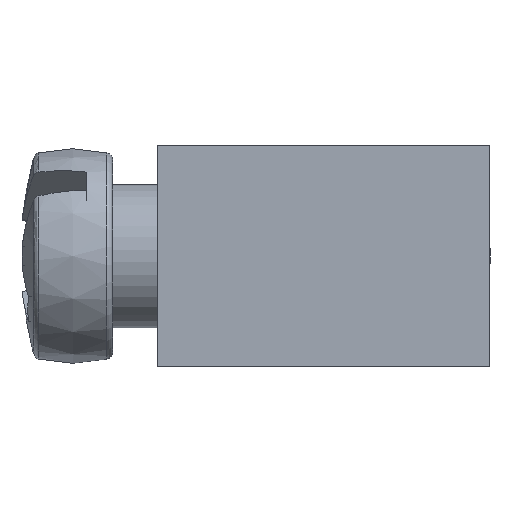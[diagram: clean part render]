
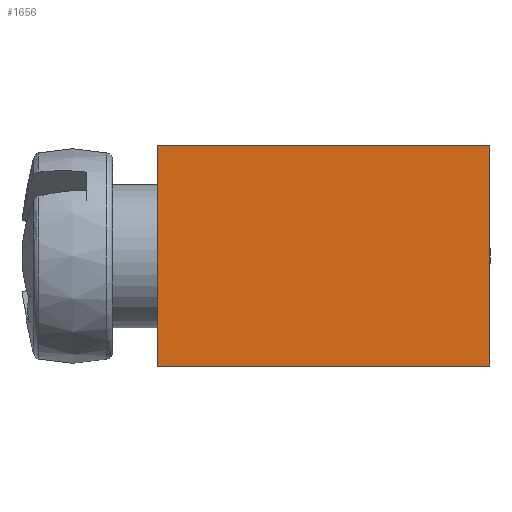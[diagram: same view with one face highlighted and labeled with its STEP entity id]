
A CAD part, left-side view. The second image highlights one B-rep face of the part: STEP entity #1656.
In plain terms, the highlighted planar face has unit normal (-1, 0, 0).
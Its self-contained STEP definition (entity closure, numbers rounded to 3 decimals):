
#95=LINE('',#2648,#129);
#97=LINE('',#2687,#131);
#102=LINE('',#3215,#136);
#103=LINE('',#3217,#137);
#129=VECTOR('',#1954,9.);
#131=VECTOR('',#1992,9.);
#136=VECTOR('',#2227,6.);
#137=VECTOR('',#2230,6.);
#164=PLANE('',#1837);
#533=FACE_OUTER_BOUND('',#743,.T.);
#743=EDGE_LOOP('',(#1331,#1332,#1333,#1334));
#830=VERTEX_POINT('',#2641);
#833=VERTEX_POINT('',#2646);
#851=VERTEX_POINT('',#2684);
#852=VERTEX_POINT('',#2686);
#982=EDGE_CURVE('',#833,#830,#95,.T.);
#1000=EDGE_CURVE('',#851,#852,#97,.T.);
#1072=EDGE_CURVE('',#852,#833,#102,.T.);
#1073=EDGE_CURVE('',#830,#851,#103,.T.);
#1331=ORIENTED_EDGE('',*,*,#1072,.F.);
#1332=ORIENTED_EDGE('',*,*,#1000,.F.);
#1333=ORIENTED_EDGE('',*,*,#1073,.F.);
#1334=ORIENTED_EDGE('',*,*,#982,.F.);
#1656=ADVANCED_FACE('',(#533),#164,.T.);
#1837=AXIS2_PLACEMENT_3D('',#3216,#2228,#2229);
#1954=DIRECTION('',(0.,1.,0.));
#1992=DIRECTION('',(0.,-1.,0.));
#2227=DIRECTION('',(0.,0.,-1.));
#2228=DIRECTION('center_axis',(-1.,0.,0.));
#2229=DIRECTION('ref_axis',(0.,-1.,0.));
#2230=DIRECTION('',(0.,0.,1.));
#2641=CARTESIAN_POINT('',(-58.,4.5,-3.));
#2646=CARTESIAN_POINT('',(-58.,-4.5,-3.));
#2648=CARTESIAN_POINT('',(-58.,-4.5,-3.));
#2684=CARTESIAN_POINT('',(-58.,4.5,3.));
#2686=CARTESIAN_POINT('',(-58.,-4.5,3.));
#2687=CARTESIAN_POINT('',(-58.,-4.5,3.));
#3215=CARTESIAN_POINT('',(-58.,-4.5,0.));
#3216=CARTESIAN_POINT('Origin',(-58.,4.5,0.));
#3217=CARTESIAN_POINT('',(-58.,4.5,0.));
